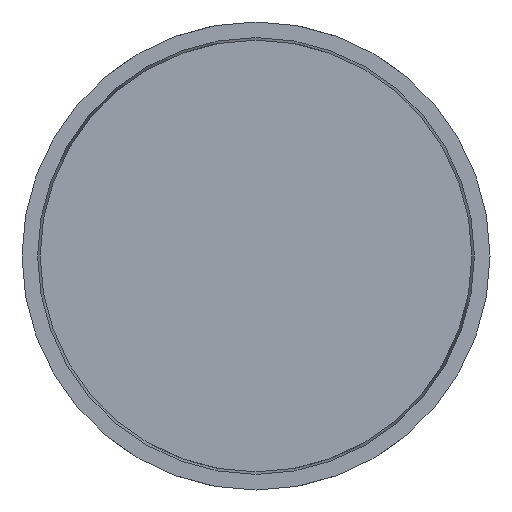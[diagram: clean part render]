
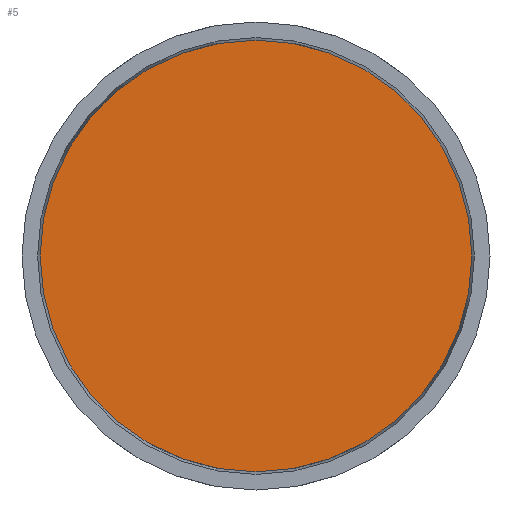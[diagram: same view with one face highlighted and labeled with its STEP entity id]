
A CAD part, front view. The second image highlights one B-rep face of the part: STEP entity #5.
In plain terms, the highlighted planar face has unit normal (0, -1, 0).
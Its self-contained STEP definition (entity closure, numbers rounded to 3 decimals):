
#5 = ADVANCED_FACE ( 'NONE', ( #212 ), #122, .F. ) ;
#11 = EDGE_LOOP ( 'NONE', ( #92, #185 ) ) ;
#21 = CARTESIAN_POINT ( 'NONE',  ( 0., 0., 0. ) ) ;
#33 = CARTESIAN_POINT ( 'NONE',  ( 0., 0., 0. ) ) ;
#40 = CARTESIAN_POINT ( 'NONE',  ( 0., 0., 0. ) ) ;
#49 = AXIS2_PLACEMENT_3D ( 'NONE', #21, #97, #75 ) ;
#51 = DIRECTION ( 'NONE',  ( -1., 0., 0. ) ) ;
#59 = AXIS2_PLACEMENT_3D ( 'NONE', #40, #88, #141 ) ;
#75 = DIRECTION ( 'NONE',  ( -1., 0., 0. ) ) ;
#81 = EDGE_CURVE ( 'NONE', #226, #96, #155, .T. ) ;
#87 = AXIS2_PLACEMENT_3D ( 'NONE', #33, #194, #51 ) ;
#88 = DIRECTION ( 'NONE',  ( 0., 1., 0. ) ) ;
#92 = ORIENTED_EDGE ( 'NONE', *, *, #213, .F. ) ;
#96 = VERTEX_POINT ( 'NONE', #128 ) ;
#97 = DIRECTION ( 'NONE',  ( 0., 1., 0. ) ) ;
#122 = PLANE ( 'NONE',  #87 ) ;
#128 = CARTESIAN_POINT ( 'NONE',  ( 8.3, 0., 0. ) ) ;
#141 = DIRECTION ( 'NONE',  ( -1., 0., 0. ) ) ;
#155 = CIRCLE ( 'NONE', #59, 8.3 ) ;
#166 = CARTESIAN_POINT ( 'NONE',  ( -8.3, 0., 0. ) ) ;
#185 = ORIENTED_EDGE ( 'NONE', *, *, #81, .F. ) ;
#194 = DIRECTION ( 'NONE',  ( 0., 1., 0. ) ) ;
#202 = CIRCLE ( 'NONE', #49, 8.3 ) ;
#212 = FACE_OUTER_BOUND ( 'NONE', #11, .T. ) ;
#213 = EDGE_CURVE ( 'NONE', #96, #226, #202, .T. ) ;
#226 = VERTEX_POINT ( 'NONE', #166 ) ;
